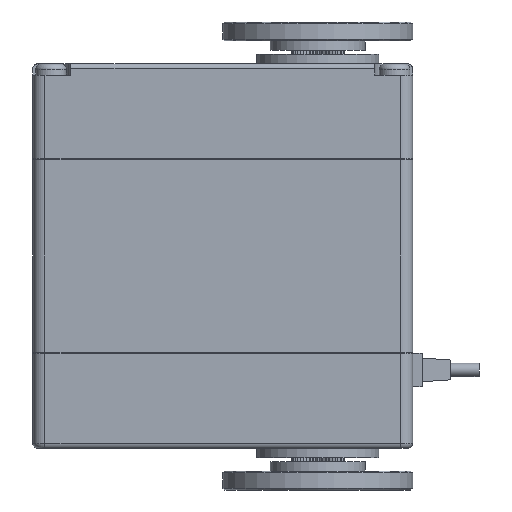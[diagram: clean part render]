
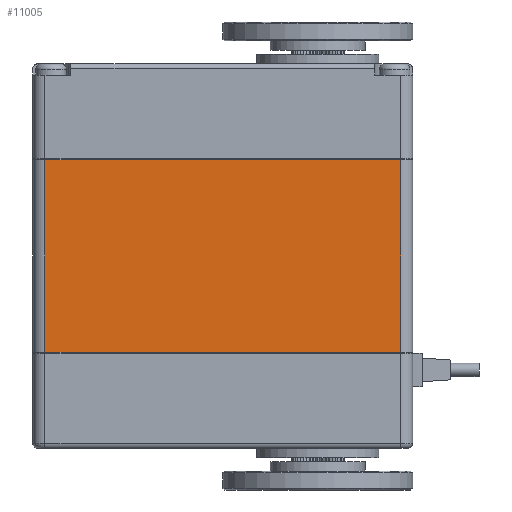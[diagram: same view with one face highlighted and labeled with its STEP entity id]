
A CAD part, front view. The second image highlights one B-rep face of the part: STEP entity #11005.
In plain terms, the highlighted planar face has unit normal (0, -1, 0).
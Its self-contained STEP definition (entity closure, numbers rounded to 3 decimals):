
#856=LINE('',#16225,#2242);
#865=LINE('',#16255,#2251);
#869=LINE('',#16263,#2255);
#870=LINE('',#16264,#2256);
#2242=VECTOR('',#13165,20.3);
#2251=VECTOR('',#13194,20.3);
#2255=VECTOR('',#13204,37.46);
#2256=VECTOR('',#13205,37.46);
#3399=FACE_OUTER_BOUND('',#4002,.T.);
#4002=EDGE_LOOP('',(#8341,#8342,#8343,#8344));
#4966=VERTEX_POINT('',#16219);
#4968=VERTEX_POINT('',#16223);
#4977=VERTEX_POINT('',#16251);
#4979=VERTEX_POINT('',#16254);
#6178=EDGE_CURVE('',#4966,#4968,#856,.T.);
#6192=EDGE_CURVE('',#4979,#4977,#865,.F.);
#6197=EDGE_CURVE('',#4966,#4977,#869,.T.);
#6198=EDGE_CURVE('',#4968,#4979,#870,.T.);
#8341=ORIENTED_EDGE('',*,*,#6192,.T.);
#8342=ORIENTED_EDGE('',*,*,#6197,.F.);
#8343=ORIENTED_EDGE('',*,*,#6178,.T.);
#8344=ORIENTED_EDGE('',*,*,#6198,.T.);
#10478=PLANE('',#11640);
#11005=ADVANCED_FACE('',(#3399),#10478,.F.);
#11640=AXIS2_PLACEMENT_3D('',#16262,#13202,#13203);
#13165=DIRECTION('',(0.,0.,-1.));
#13194=DIRECTION('',(0.,0.,-1.));
#13202=DIRECTION('center_axis',(0.,1.,0.));
#13203=DIRECTION('ref_axis',(0.,0.,1.));
#13204=DIRECTION('',(1.,0.,0.));
#13205=DIRECTION('',(1.,0.,0.));
#16219=CARTESIAN_POINT('',(-18.73,-10.,10.15));
#16223=CARTESIAN_POINT('',(-18.73,-10.,-10.15));
#16225=CARTESIAN_POINT('',(-18.73,-10.,10.15));
#16251=CARTESIAN_POINT('',(18.73,-10.,10.15));
#16254=CARTESIAN_POINT('',(18.73,-10.,-10.15));
#16255=CARTESIAN_POINT('',(18.73,-10.,10.15));
#16262=CARTESIAN_POINT('Origin',(20.,-10.,20.25));
#16263=CARTESIAN_POINT('',(-18.73,-10.,10.15));
#16264=CARTESIAN_POINT('',(-18.73,-10.,-10.15));
